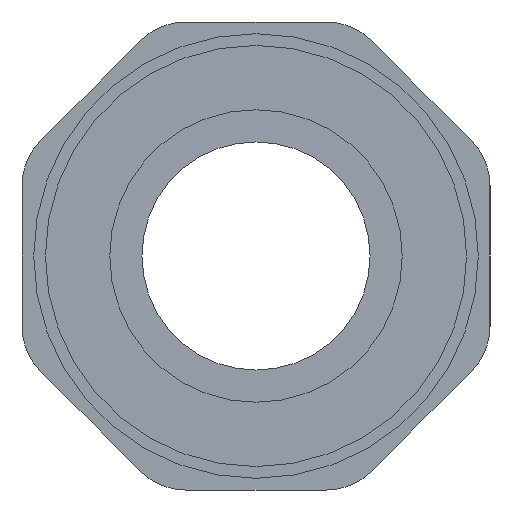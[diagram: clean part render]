
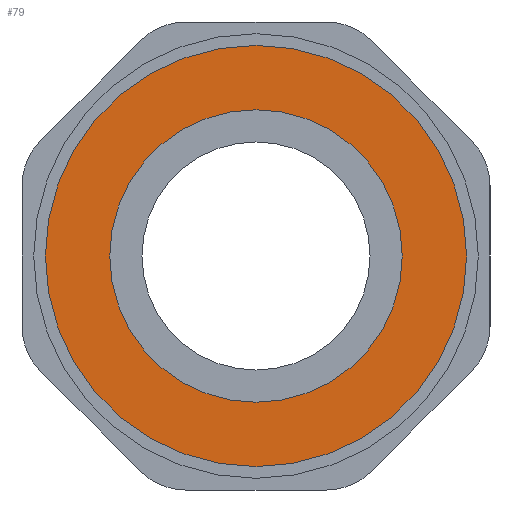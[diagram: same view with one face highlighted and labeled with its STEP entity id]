
A CAD part, left-side view. The second image highlights one B-rep face of the part: STEP entity #79.
In plain terms, the highlighted planar face has unit normal (-1, 0, 0).
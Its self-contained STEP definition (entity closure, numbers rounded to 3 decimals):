
#79 = ADVANCED_FACE( '', ( #117, #118 ), #119, .T. );
#117 = FACE_BOUND( '', #197, .T. );
#118 = FACE_OUTER_BOUND( '', #198, .T. );
#119 = PLANE( '', #199 );
#197 = EDGE_LOOP( '', ( #294 ) );
#198 = EDGE_LOOP( '', ( #295 ) );
#199 = AXIS2_PLACEMENT_3D( '', #296, #297, #298 );
#294 = ORIENTED_EDGE( '', *, *, #502, .T. );
#295 = ORIENTED_EDGE( '', *, *, #500, .F. );
#296 = CARTESIAN_POINT( '', ( -16., 0., 14.4 ) );
#297 = DIRECTION( '', ( -1., 0., 0. ) );
#298 = DIRECTION( '', ( 0., 0., 1. ) );
#500 = EDGE_CURVE( '', #571, #571, #572, .T. );
#502 = EDGE_CURVE( '', #575, #575, #576, .T. );
#571 = VERTEX_POINT( '', #687 );
#572 = CIRCLE( '', #688, 14.4 );
#575 = VERTEX_POINT( '', #691 );
#576 = CIRCLE( '', #692, 10. );
#687 = CARTESIAN_POINT( '', ( -16., 0., -14.4 ) );
#688 = AXIS2_PLACEMENT_3D( '', #823, #824, #825 );
#691 = CARTESIAN_POINT( '', ( -16., 0., -10. ) );
#692 = AXIS2_PLACEMENT_3D( '', #829, #830, #831 );
#823 = CARTESIAN_POINT( '', ( -16., 0., 0. ) );
#824 = DIRECTION( '', ( 1., 0., 0. ) );
#825 = DIRECTION( '', ( 0., 0., -1. ) );
#829 = CARTESIAN_POINT( '', ( -16., 0., 0. ) );
#830 = DIRECTION( '', ( 1., 0., 0. ) );
#831 = DIRECTION( '', ( 0., 0., -1. ) );
